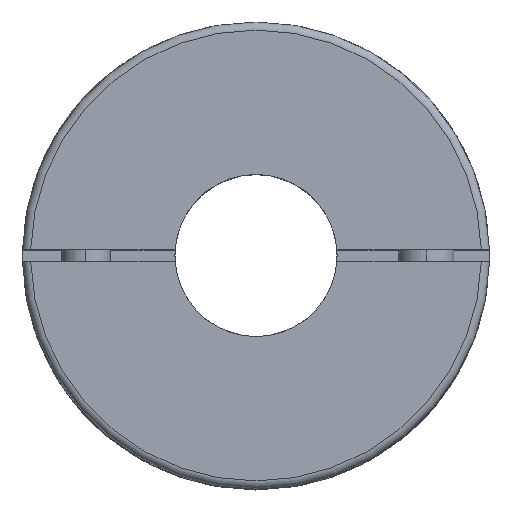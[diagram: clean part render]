
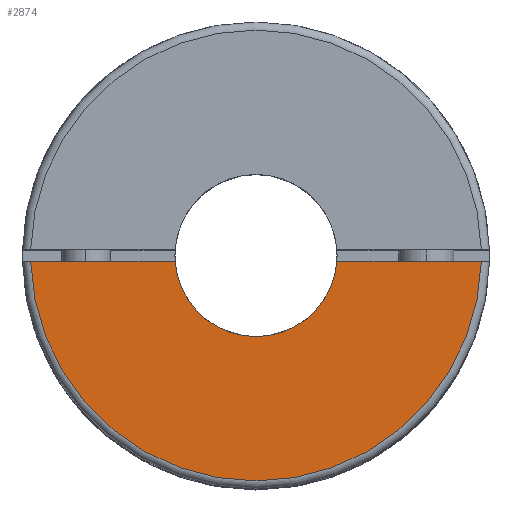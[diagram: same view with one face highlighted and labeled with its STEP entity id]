
A CAD part, top view. The second image highlights one B-rep face of the part: STEP entity #2874.
In plain terms, the highlighted planar face has unit normal (0, 0, 1).
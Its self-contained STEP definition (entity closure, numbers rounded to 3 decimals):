
#238 = DIRECTION ( 'NONE',  ( 1., 0., 0. ) ) ;
#288 = AXIS2_PLACEMENT_3D ( 'NONE', #931, #1757, #2621 ) ;
#496 = PLANE ( 'NONE',  #2799 ) ;
#648 = AXIS2_PLACEMENT_3D ( 'NONE', #3978, #3571, #5237 ) ;
#675 = VECTOR ( 'NONE', #2421, 1000. ) ;
#711 = CARTESIAN_POINT ( 'NONE',  ( 13.896, -0.35, 0. ) ) ;
#777 = EDGE_CURVE ( 'NONE', #3695, #4603, #2481, .T. ) ;
#814 = ORIENTED_EDGE ( 'NONE', *, *, #4251, .F. ) ;
#931 = CARTESIAN_POINT ( 'NONE',  ( 0., 0., 0. ) ) ;
#1294 = CARTESIAN_POINT ( 'NONE',  ( -4.988, -0.35, 0. ) ) ;
#1384 = ORIENTED_EDGE ( 'NONE', *, *, #3650, .F. ) ;
#1757 = DIRECTION ( 'NONE',  ( 0., 0., -1. ) ) ;
#2040 = CIRCLE ( 'NONE', #648, 13.9 ) ;
#2228 = CARTESIAN_POINT ( 'NONE',  ( 0., 13.9, 0. ) ) ;
#2267 = VERTEX_POINT ( 'NONE', #711 ) ;
#2338 = EDGE_LOOP ( 'NONE', ( #5169, #1384, #814, #5032 ) ) ;
#2421 = DIRECTION ( 'NONE',  ( 1., 0., 0. ) ) ;
#2481 = CIRCLE ( 'NONE', #288, 5. ) ;
#2498 = EDGE_CURVE ( 'NONE', #5450, #4603, #4415, .T. ) ;
#2621 = DIRECTION ( 'NONE',  ( -1., 0., 0. ) ) ;
#2799 = AXIS2_PLACEMENT_3D ( 'NONE', #2228, #3855, #3918 ) ;
#2874 = ADVANCED_FACE ( 'NONE', ( #3796 ), #496, .T. ) ;
#3125 = VECTOR ( 'NONE', #238, 1000. ) ;
#3345 = CARTESIAN_POINT ( 'NONE',  ( -13.896, -0.35, 0. ) ) ;
#3571 = DIRECTION ( 'NONE',  ( 0., 0., -1. ) ) ;
#3650 = EDGE_CURVE ( 'NONE', #2267, #5450, #2040, .T. ) ;
#3695 = VERTEX_POINT ( 'NONE', #3930 ) ;
#3741 = LINE ( 'NONE', #4128, #675 ) ;
#3796 = FACE_OUTER_BOUND ( 'NONE', #2338, .T. ) ;
#3855 = DIRECTION ( 'NONE',  ( 0., 0., 1. ) ) ;
#3918 = DIRECTION ( 'NONE',  ( 1., 0., 0. ) ) ;
#3930 = CARTESIAN_POINT ( 'NONE',  ( 4.988, -0.35, 0. ) ) ;
#3978 = CARTESIAN_POINT ( 'NONE',  ( 0., 0., 0. ) ) ;
#4013 = CARTESIAN_POINT ( 'NONE',  ( -14.4, -0.35, 0. ) ) ;
#4128 = CARTESIAN_POINT ( 'NONE',  ( -14.4, -0.35, 0. ) ) ;
#4251 = EDGE_CURVE ( 'NONE', #3695, #2267, #3741, .T. ) ;
#4415 = LINE ( 'NONE', #4013, #3125 ) ;
#4603 = VERTEX_POINT ( 'NONE', #1294 ) ;
#5032 = ORIENTED_EDGE ( 'NONE', *, *, #777, .T. ) ;
#5169 = ORIENTED_EDGE ( 'NONE', *, *, #2498, .F. ) ;
#5237 = DIRECTION ( 'NONE',  ( -1., 0., 0. ) ) ;
#5450 = VERTEX_POINT ( 'NONE', #3345 ) ;
